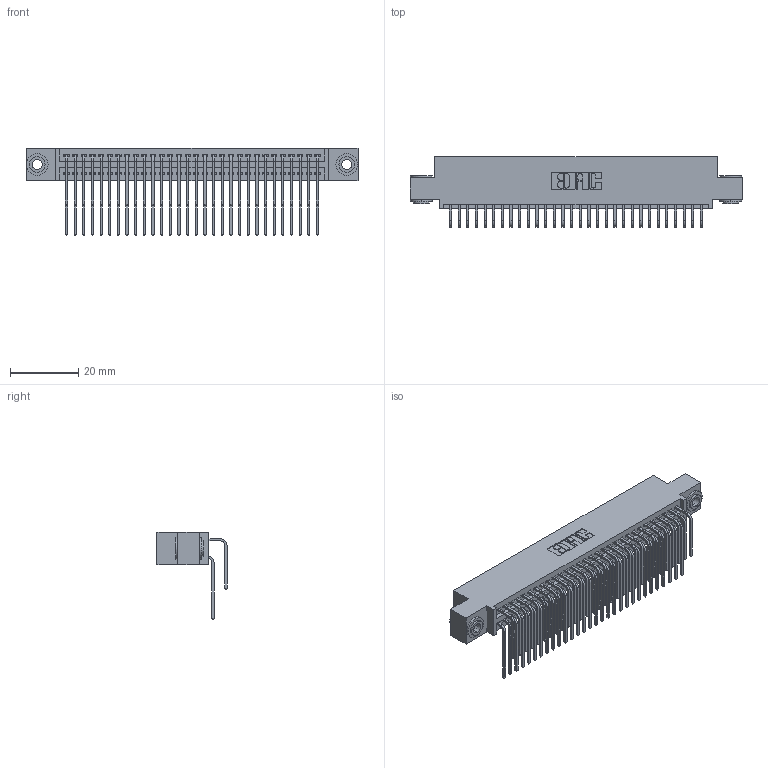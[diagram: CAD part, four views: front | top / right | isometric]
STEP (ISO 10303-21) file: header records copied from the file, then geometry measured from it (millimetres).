
FILE_DESCRIPTION (( 'STEP AP203' ), '1' );
FILE_NAME ('345-060-559-503.STEP', '2018-09-27T05:10:29', ( '' ), ( '' ), 'SwSTEP 2.0', 'SolidWorks 2016', '' );
FILE_SCHEMA (( 'CONFIG_CONTROL_DESIGN' ));
Length unit declared in the file: inch
Products named in the file (5): 345-250-002_345-250-002-102; 345-060-559-503; 345 Part_0.110 Offset - 0.156 Dia-TH; 345-292-001_558 559 Tail - 1; 345-292-001_559 Tail - 2
Assembly tree (63 placements, depth 2):
  345-060-559-503
    345 Part_0.110 Offset - 0.156 Dia-TH
    345-292-001_558 559 Tail - 1  x30
    345-292-001_559 Tail - 2  x30
    345-250-002_345-250-002-102  x2
Bounding box: 97.41 x 20.56 x 25.53 mm (x, y, z)
Volume: 9643.2 mm3; surface area: 15947.1 mm2
Topology: 63 solids, 63 shells, 3288 faces, 9729 edges, 6402 vertices
Faces by surface type: plane 2194, cylinder 1086, cone 8
Entity records: 27588 total; most frequent: CARTESIAN_POINT 4658, ORIENTED_EDGE 4534, DIRECTION 4125, EDGE_CURVE 2267, LINE 1951, VECTOR 1951, VERTEX_POINT 1506, AXIS2_PLACEMENT_3D 1087
